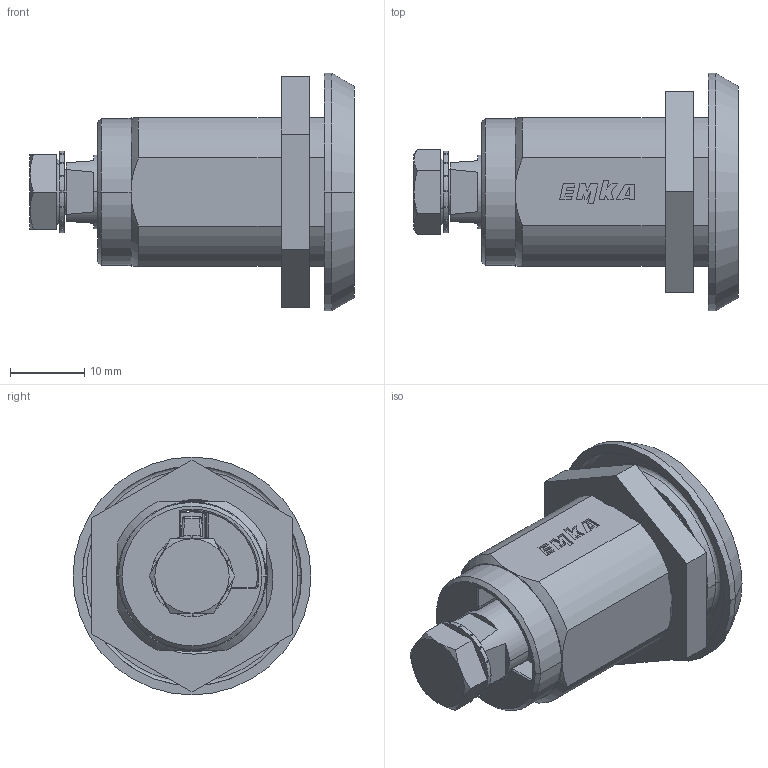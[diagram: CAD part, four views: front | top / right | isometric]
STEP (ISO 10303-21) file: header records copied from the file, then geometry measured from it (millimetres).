
FILE_DESCRIPTION( (''), '2;1');
FILE_NAME ('PC50.9904.TEA_1000_U869_LIPH_4790.stp','2021-03-16T09:30:41',(''),(''),'spGate 17.5.1','','');
FILE_SCHEMA (('AUTOMOTIVE_DESIGN'));
Length unit declared in the file: millimetre
Products named in the file (7): Assembly; 1000-000530-00000VA_00753127; 1000-000532-00002VA_00804780; 1000-000531-00000VA_00753129; 1000-02; DIN6798_A_6_4; D933_M6X10
Assembly tree (6 placements, depth 2):
  Assembly
    1000-000530-00000VA_00753127
    1000-000532-00002VA_00804780
    1000-000531-00000VA_00753129
    1000-02
    DIN6798_A_6_4
    D933_M6X10
Bounding box: 43.6 x 32 x 32 mm (x, y, z)
Volume: 11946.3 mm3; surface area: 11570.7 mm2
Topology: 6 solids, 6 shells, 378 faces, 998 edges, 654 vertices
Faces by surface type: plane 220, cylinder 91, bspline 62, sphere 5
Entity records: 22668 total; most frequent: CARTESIAN_POINT 5772, ORIENTED_EDGE 1984, DIRECTION 1682, COLOUR_RGB 1376, PRESENTATION_STYLE_ASSIGNMENT 1376, STYLED_ITEM 1376, EDGE_CURVE 992, DRAUGHTING_PRE_DEFINED_CURVE_FONT 992
